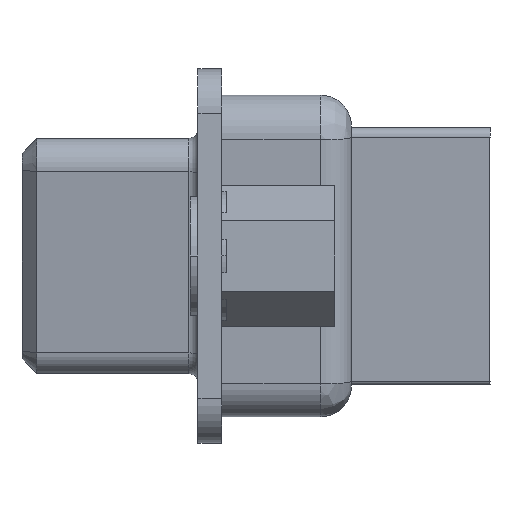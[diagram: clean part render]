
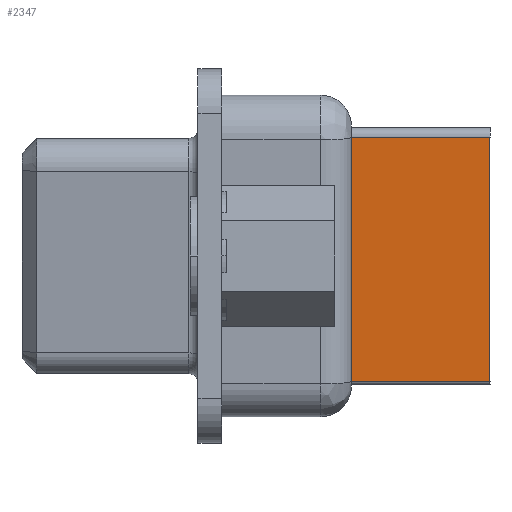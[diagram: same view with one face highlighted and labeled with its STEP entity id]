
A CAD part, left-side view. The second image highlights one B-rep face of the part: STEP entity #2347.
In plain terms, the highlighted planar face has unit normal (-0.998, 0, -0.07).
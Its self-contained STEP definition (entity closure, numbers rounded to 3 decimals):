
#2057=CARTESIAN_POINT('',(-8.002,0.,-4.207));
#2058=VERTEX_POINT('',#2057);
#2066=CARTESIAN_POINT('',(-8.578,0.,3.979));
#2067=VERTEX_POINT('',#2066);
#2068=CARTESIAN_POINT('',(-8.002,0.,-4.207));
#2069=DIRECTION('',(-0.07,0.,0.998));
#2070=VECTOR('',#2069,8.206);
#2071=LINE('',#2068,#2070);
#2072=EDGE_CURVE('',#2058,#2067,#2071,.T.);
#2305=CARTESIAN_POINT('',(-8.002,-9.,-4.207));
#2306=VERTEX_POINT('',#2305);
#2314=CARTESIAN_POINT('',(-8.002,-9.,-4.207));
#2315=DIRECTION('',(0.,1.,0.));
#2316=VECTOR('',#2315,9.);
#2317=LINE('',#2314,#2316);
#2318=EDGE_CURVE('',#2306,#2058,#2317,.T.);
#2324=CARTESIAN_POINT('',(-8.29,-4.5,-0.114));
#2325=DIRECTION('',(-0.07,0.,0.998));
#2326=DIRECTION('',(-0.998,0.,-0.07));
#2327=AXIS2_PLACEMENT_3D('',#2324,#2326,#2325);
#2328=PLANE('',#2327);
#2329=ORIENTED_EDGE('',*,*,#2318,.F.);
#2330=CARTESIAN_POINT('',(-8.578,-9.,3.979));
#2331=VERTEX_POINT('',#2330);
#2332=CARTESIAN_POINT('',(-8.002,-9.,-4.207));
#2333=DIRECTION('',(-0.07,0.,0.998));
#2334=VECTOR('',#2333,8.206);
#2335=LINE('',#2332,#2334);
#2336=EDGE_CURVE('',#2306,#2331,#2335,.T.);
#2337=ORIENTED_EDGE('',*,*,#2336,.T.);
#2338=CARTESIAN_POINT('',(-8.578,-9.,3.979));
#2339=DIRECTION('',(0.,1.,0.));
#2340=VECTOR('',#2339,9.);
#2341=LINE('',#2338,#2340);
#2342=EDGE_CURVE('',#2331,#2067,#2341,.T.);
#2343=ORIENTED_EDGE('',*,*,#2342,.T.);
#2344=ORIENTED_EDGE('',*,*,#2072,.F.);
#2345=EDGE_LOOP('',(#2329,#2337,#2343,#2344));
#2346=FACE_OUTER_BOUND('',#2345,.T.);
#2347=ADVANCED_FACE('',(#2346),#2328,.T.);
